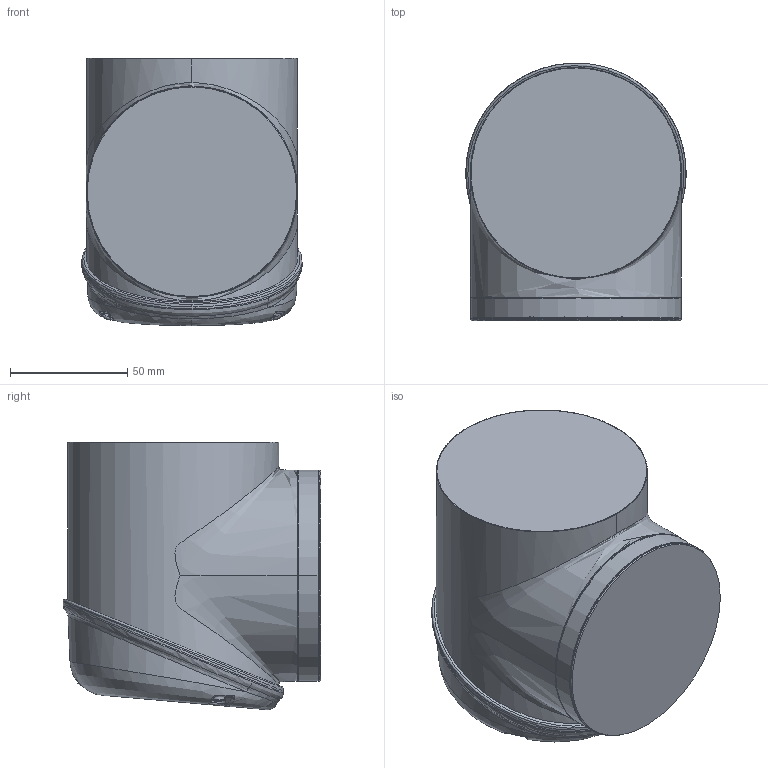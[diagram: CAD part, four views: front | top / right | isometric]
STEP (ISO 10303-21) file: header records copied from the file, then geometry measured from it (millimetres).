
FILE_DESCRIPTION (( 'STEP AP203' ), '1' );
FILE_NAME ('Link_5_Default_sldprt.STEP', '2024-06-09T03:11:21', ( '' ), ( '' ), 'SwSTEP 2.0', 'SolidWorks 2023', '' );
FILE_SCHEMA (( 'CONFIG_CONTROL_DESIGN' ));
Length unit declared in the file: millimetre
Products named in the file (1): Link_5_Default_sldprt
Bounding box: 93.94 x 109.94 x 114.03 mm (x, y, z)
Volume: 855104.9 mm3; surface area: 52830.5 mm2
Topology: 1 solids, 1 shells, 328 faces, 816 edges, 494 vertices
Faces by surface type: bspline 193, cylinder 77, cone 39, plane 19
Entity records: 25332 total; most frequent: CARTESIAN_POINT 19191, ORIENTED_EDGE 1620, EDGE_CURVE 810, DIRECTION 751, VERTEX_POINT 494, B_SPLINE_CURVE_WITH_KNOTS 426, EDGE_LOOP 338, FACE_OUTER_BOUND 328
